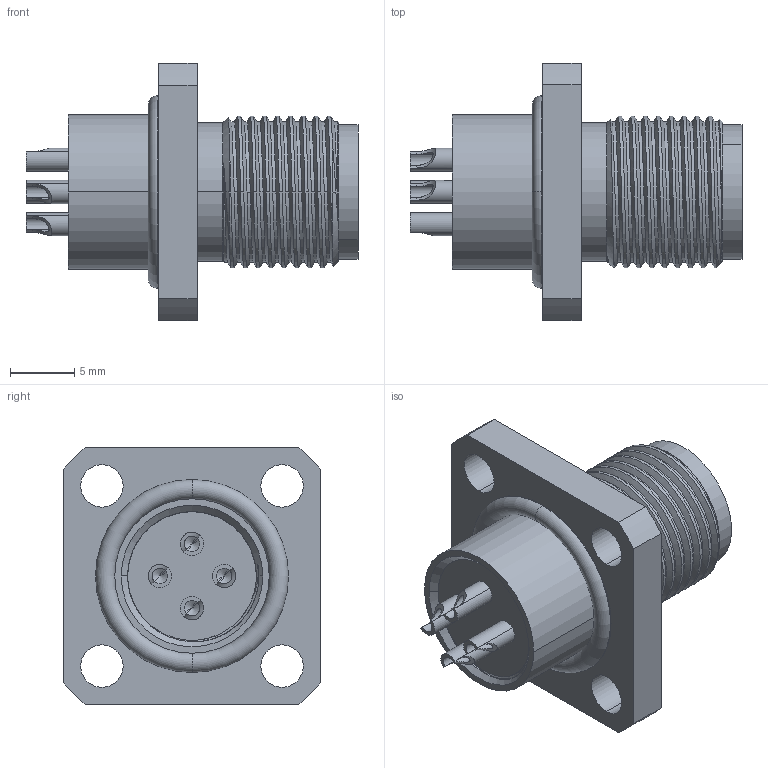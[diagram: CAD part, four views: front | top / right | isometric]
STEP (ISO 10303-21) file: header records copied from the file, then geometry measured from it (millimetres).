
FILE_DESCRIPTION (( 'STEP AP203' ), '1' );
FILE_NAME ('55-00464.STEP', '2025-03-18T18:13:12', ( '' ), ( '' ), 'SwSTEP 2.0', 'SolidWorks 2021', '' );
FILE_SCHEMA (( 'CONFIG_CONTROL_DESIGN' ));
Length unit declared in the file: millimetre
Products named in the file (6): 55-00464; 55-00464-03L___; 55-00464-04___; 55-00464-01___; 55-00464-02; 55-00464-03___
Assembly tree (7 placements, depth 2):
  55-00464
    55-00464-01___
    55-00464-02
    55-00464-03___  x3
    55-00464-03L___
    55-00464-04___
Bounding box: 25.8 x 20 x 20 mm (x, y, z)
Volume: 2548.7 mm3; surface area: 4913 mm2
Topology: 8 solids, 8 shells, 298 faces, 711 edges, 442 vertices
Faces by surface type: cylinder 167, plane 60, cone 29, torus 28, sphere 8, bspline 6
Entity records: 10112 total; most frequent: CARTESIAN_POINT 4069, DIRECTION 1146, ORIENTED_EDGE 1126, EDGE_CURVE 563, AXIS2_PLACEMENT_3D 470, VERTEX_POINT 362, EDGE_LOOP 283, FACE_OUTER_BOUND 234
